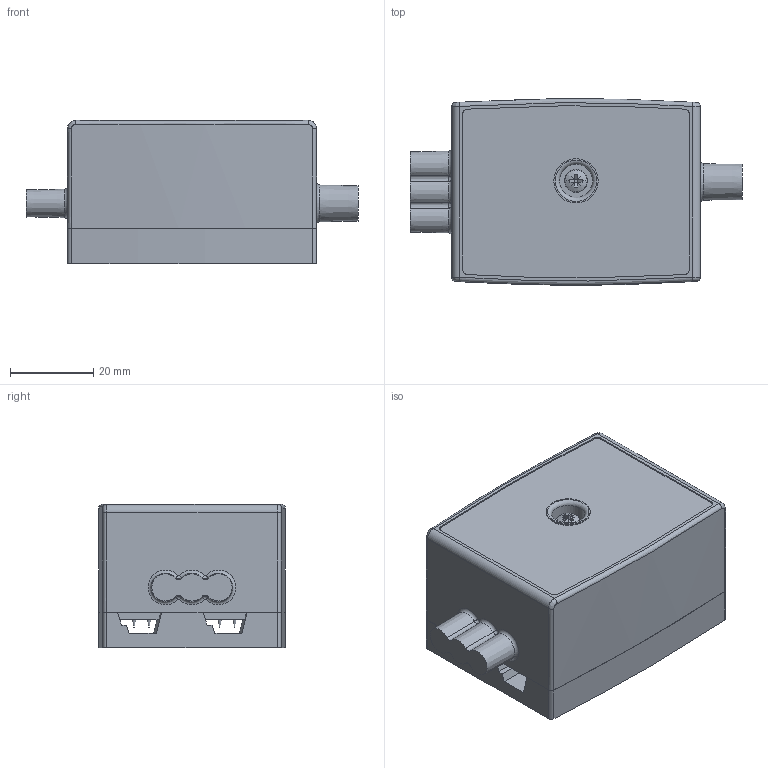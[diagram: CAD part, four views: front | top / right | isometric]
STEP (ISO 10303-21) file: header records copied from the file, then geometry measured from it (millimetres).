
FILE_DESCRIPTION(/* description */ ('Alibre Inc.'),/* implementation_level */ '2;1');
FILE_NAME(/* name */ 'export-7B88D3E4-B0CA-4AE8-9C4C-BB2CCA5D3101',/* time_stamp */ '2022-03-14T13:17:29+01:00',/* author */ (''),/* organization */ (''),/* preprocessor_version */ 'ST-DEVELOPER v17',/* originating_system */ 'Alibre',/* authorisation */ '');
FILE_SCHEMA (('AUTOMOTIVE_DESIGN'));
Length unit declared in the file: millimetre
Products named in the file (4): 2; BENE INOX | 210216-3X30
Bounding box: 80 x 44.98 x 34.5 mm (x, y, z)
Volume: 87023.6 mm3; surface area: 21052.6 mm2
Topology: 3 solids, 4 shells, 231 faces, 548 edges, 353 vertices
Faces by surface type: plane 118, bspline 34, cylinder 32, cone 23, torus 22, sphere 2
Full cylindrical faces by diameter (mm): 3 x1, 3.18 x4, 3.5 x2, 8 x1, 10.67 x1
Entity records: 10066 total; most frequent: CARTESIAN_POINT 5068, ORIENTED_EDGE 996, DIRECTION 851, EDGE_CURVE 498, AXIS2_PLACEMENT_3D 371, VERTEX_POINT 345, EDGE_LOOP 311, FACE_BOUND 311
